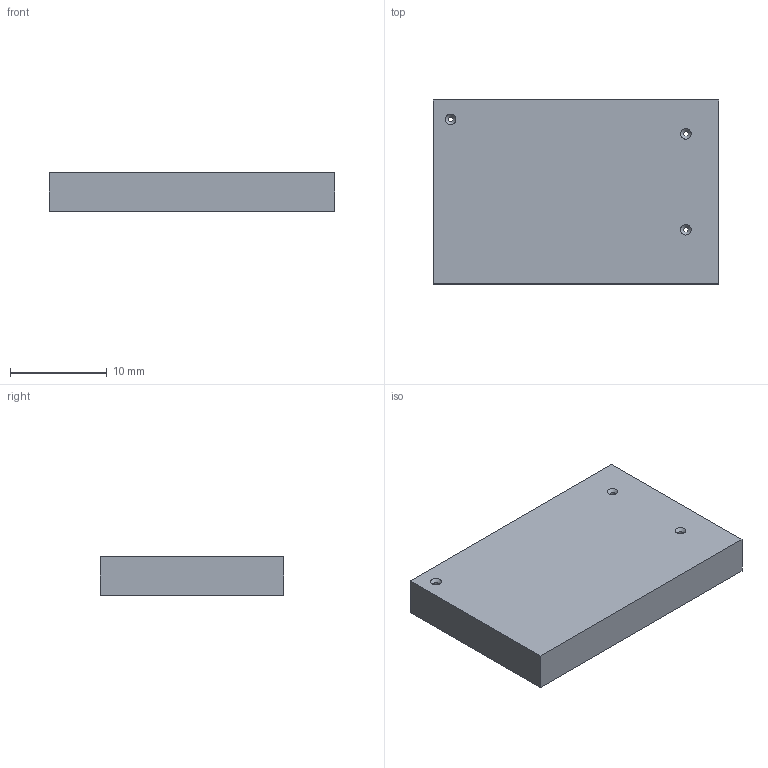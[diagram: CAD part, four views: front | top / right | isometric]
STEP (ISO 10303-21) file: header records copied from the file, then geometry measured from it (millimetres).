
FILE_DESCRIPTION(('HOOPS Exchange Step'),'2;1');
FILE_NAME('temp_export','2022-03-14T13:44:33+01:00',('mobile'),('Shapr3D Limited'),'HOOPS Exchange 2021.2','Shapr3D','Authorized');
FILE_SCHEMA( ('AP203_CONFIGURATION_CONTROLLED_3D_DESIGN_OF_MECHANICAL_PARTS_AND_ASSEMBLIES_MIM_LF') );
Length unit declared in the file: millimetre
Products named in the file (3): Chip; 文件夹 139; A8788BB7-E733-453F-B55F-A049FD854311.tmp
Assembly tree (2 placements, depth 2):
  A8788BB7-E733-453F-B55F-A049FD854311.tmp
    Chip
    文件夹 139
Bounding box: 29.5 x 19 x 4 mm (x, y, z)
Volume: 2113.4 mm3; surface area: 1789.9 mm2
Topology: 1 solids, 1 shells, 226 faces, 665 edges, 443 vertices
Faces by surface type: plane 118, cylinder 87, bspline 18, cone 3
Full cylindrical faces by diameter (mm): 0.5 x3
Entity records: 8011 total; most frequent: CARTESIAN_POINT 1835, ORIENTED_EDGE 1330, DIRECTION 1246, EDGE_CURVE 665, VECTOR 452, LINE 452, VERTEX_POINT 443, AXIS2_PLACEMENT_3D 397
